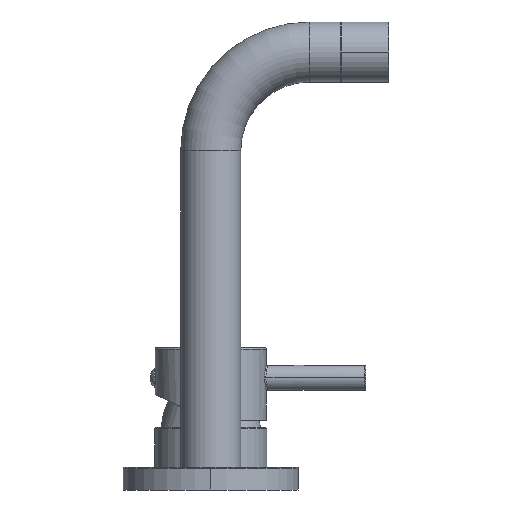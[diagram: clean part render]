
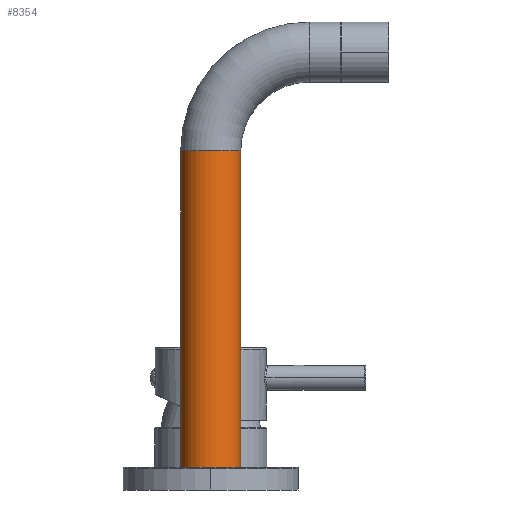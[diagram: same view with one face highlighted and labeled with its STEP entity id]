
A CAD part, left-side view. The second image highlights one B-rep face of the part: STEP entity #8354.
In plain terms, the highlighted cylindrical face has radius 12 mm (diameter 24 mm), a partial arc.
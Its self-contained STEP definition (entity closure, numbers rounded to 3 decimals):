
#7736=DIRECTION('',(0.,0.,1.));
#7737=VECTOR('',#7736,126.5);
#7738=CARTESIAN_POINT('',(-109.,-12.,50.5));
#7739=LINE('',#7738,#7737);
#7788=CARTESIAN_POINT('',(-109.,0.,50.5));
#7789=DIRECTION('',(0.,0.,1.));
#7790=DIRECTION('',(0.,1.,0.));
#7791=AXIS2_PLACEMENT_3D('',#7788,#7789,#7790);
#7793=DIRECTION('',(0.,0.,1.));
#7794=VECTOR('',#7793,126.5);
#7795=CARTESIAN_POINT('',(-109.,12.,50.5));
#7796=LINE('',#7795,#7794);
#7797=CARTESIAN_POINT('',(-109.,0.,177.));
#7798=DIRECTION('',(0.,0.,1.));
#7799=DIRECTION('',(0.,1.,0.));
#7800=AXIS2_PLACEMENT_3D('',#7797,#7798,#7799);
#7829=CARTESIAN_POINT('',(-109.,-12.,177.));
#7830=CARTESIAN_POINT('',(-109.,12.,177.));
#7831=VERTEX_POINT('',#7829);
#7832=VERTEX_POINT('',#7830);
#7881=CARTESIAN_POINT('',(-109.,-12.,50.5));
#7882=CARTESIAN_POINT('',(-109.,12.,50.5));
#7883=VERTEX_POINT('',#7881);
#7884=VERTEX_POINT('',#7882);
#8342=CARTESIAN_POINT('',(-109.,0.,41.5));
#8343=DIRECTION('',(0.,0.,1.));
#8344=DIRECTION('',(0.,-1.,0.));
#8345=AXIS2_PLACEMENT_3D('',#8342,#8343,#8344);
#8346=CYLINDRICAL_SURFACE('',#8345,12.);
#8347=ORIENTED_EDGE('',*,*,#8229,.F.);
#8348=ORIENTED_EDGE('',*,*,#8205,.T.);
#8350=ORIENTED_EDGE('',*,*,#8349,.T.);
#8351=ORIENTED_EDGE('',*,*,#8202,.F.);
#8352=EDGE_LOOP('',(#8347,#8348,#8350,#8351));
#8353=FACE_OUTER_BOUND('',#8352,.F.);
#8354=ADVANCED_FACE('',(#8353),#8346,.T.);
#7792=CIRCLE('',#7791,12.);
#7801=CIRCLE('',#7800,12.);
#8202=EDGE_CURVE('',#7883,#7831,#7739,.T.);
#8205=EDGE_CURVE('',#7884,#7832,#7796,.T.);
#8229=EDGE_CURVE('',#7884,#7883,#7792,.T.);
#8349=EDGE_CURVE('',#7832,#7831,#7801,.T.);
